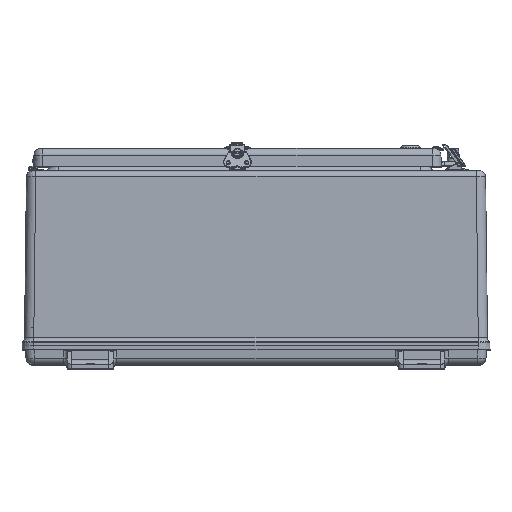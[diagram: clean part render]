
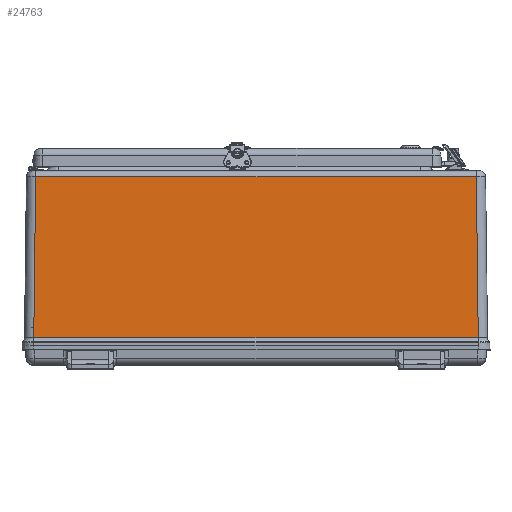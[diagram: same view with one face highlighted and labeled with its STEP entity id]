
A CAD part, top view. The second image highlights one B-rep face of the part: STEP entity #24763.
In plain terms, the highlighted planar face has unit normal (0, 0.012, 1).
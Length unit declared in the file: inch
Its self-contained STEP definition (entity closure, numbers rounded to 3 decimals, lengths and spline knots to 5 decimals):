
#2268 = PLANE ( 'NONE',  #46846 ) ;
#3060 = VECTOR ( 'NONE', #19131, 39.37008 ) ;
#3443 = VERTEX_POINT ( 'NONE', #21225 ) ;
#4076 = VECTOR ( 'NONE', #36818, 39.37008 ) ;
#4900 = CARTESIAN_POINT ( 'NONE',  ( -12.49045, -0.00437, 12.31855 ) ) ;
#5236 = LINE ( 'NONE', #4900, #40370 ) ;
#6861 = DIRECTION ( 'NONE',  ( 0., 1., -0.012 ) ) ;
#8024 = VERTEX_POINT ( 'NONE', #30731 ) ;
#8391 = VERTEX_POINT ( 'NONE', #45737 ) ;
#9283 = VECTOR ( 'NONE', #46939, 39.37008 ) ;
#10439 = EDGE_CURVE ( 'NONE', #30841, #8024, #16300, .T. ) ;
#11454 = DIRECTION ( 'NONE',  ( 0., -1., 0.012 ) ) ;
#12506 = EDGE_CURVE ( 'NONE', #3443, #64443, #37344, .T. ) ;
#12575 = LINE ( 'NONE', #22673, #4076 ) ;
#14979 = DIRECTION ( 'NONE',  ( 1., 0., 0. ) ) ;
#16300 = LINE ( 'NONE', #27353, #22450 ) ;
#16989 = ORIENTED_EDGE ( 'NONE', *, *, #22713, .T. ) ;
#17226 = ORIENTED_EDGE ( 'NONE', *, *, #25282, .T. ) ;
#18623 = ORIENTED_EDGE ( 'NONE', *, *, #10439, .F. ) ;
#19131 = DIRECTION ( 'NONE',  ( -0.012, 1., -0.012 ) ) ;
#19159 = ORIENTED_EDGE ( 'NONE', *, *, #12506, .F. ) ;
#19238 = VECTOR ( 'NONE', #11454, 39.37008 ) ;
#20491 = ORIENTED_EDGE ( 'NONE', *, *, #61542, .T. ) ;
#21225 = CARTESIAN_POINT ( 'NONE',  ( 11.99047, 0., 12.3185 ) ) ;
#21422 = FACE_OUTER_BOUND ( 'NONE', #48506, .T. ) ;
#22450 = VECTOR ( 'NONE', #6861, 39.37008 ) ;
#22673 = CARTESIAN_POINT ( 'NONE',  ( -12.49045, 8.68884, 12.21542 ) ) ;
#22713 = EDGE_CURVE ( 'NONE', #30841, #64443, #5236, .T. ) ;
#24763 = ADVANCED_FACE ( 'NONE', ( #21422 ), #2268, .T. ) ;
#25282 = EDGE_CURVE ( 'NONE', #30512, #8024, #47946, .T. ) ;
#27353 = CARTESIAN_POINT ( 'NONE',  ( -11.99046, -0.00219, 12.31853 ) ) ;
#27788 = DIRECTION ( 'NONE',  ( 0., 0.012, 1. ) ) ;
#30342 = ORIENTED_EDGE ( 'NONE', *, *, #49308, .T. ) ;
#30512 = VERTEX_POINT ( 'NONE', #47945 ) ;
#30731 = CARTESIAN_POINT ( 'NONE',  ( -11.99047, 0., 12.3185 ) ) ;
#30841 = VERTEX_POINT ( 'NONE', #36739 ) ;
#32508 = CARTESIAN_POINT ( 'NONE',  ( -12.49045, 0., 12.3185 ) ) ;
#36739 = CARTESIAN_POINT ( 'NONE',  ( -11.99046, -0.00437, 12.31855 ) ) ;
#36818 = DIRECTION ( 'NONE',  ( -1., 0., 0. ) ) ;
#36836 = CARTESIAN_POINT ( 'NONE',  ( 11.99049, 0., 12.3185 ) ) ;
#37344 = LINE ( 'NONE', #52163, #19238 ) ;
#38229 = DIRECTION ( 'NONE',  ( 0., -1., 0.012 ) ) ;
#40370 = VECTOR ( 'NONE', #14979, 39.37008 ) ;
#41700 = CARTESIAN_POINT ( 'NONE',  ( 11.99046, -0.00437, 12.31855 ) ) ;
#45737 = CARTESIAN_POINT ( 'NONE',  ( 11.8874, 8.68884, 12.21542 ) ) ;
#46846 = AXIS2_PLACEMENT_3D ( 'NONE', #32508, #27788, #38229 ) ;
#46939 = DIRECTION ( 'NONE',  ( -0.012, -1., 0.012 ) ) ;
#47280 = CARTESIAN_POINT ( 'NONE',  ( -11.8874, 8.68884, 12.21542 ) ) ;
#47945 = CARTESIAN_POINT ( 'NONE',  ( -11.8874, 8.68884, 12.21542 ) ) ;
#47946 = LINE ( 'NONE', #47280, #9283 ) ;
#48506 = EDGE_LOOP ( 'NONE', ( #17226, #18623, #16989, #19159, #20491, #30342 ) ) ;
#49308 = EDGE_CURVE ( 'NONE', #8391, #30512, #12575, .T. ) ;
#52163 = CARTESIAN_POINT ( 'NONE',  ( 11.99046, -0.00219, 12.31853 ) ) ;
#55469 = LINE ( 'NONE', #36836, #3060 ) ;
#61542 = EDGE_CURVE ( 'NONE', #3443, #8391, #55469, .T. ) ;
#64443 = VERTEX_POINT ( 'NONE', #41700 ) ;
